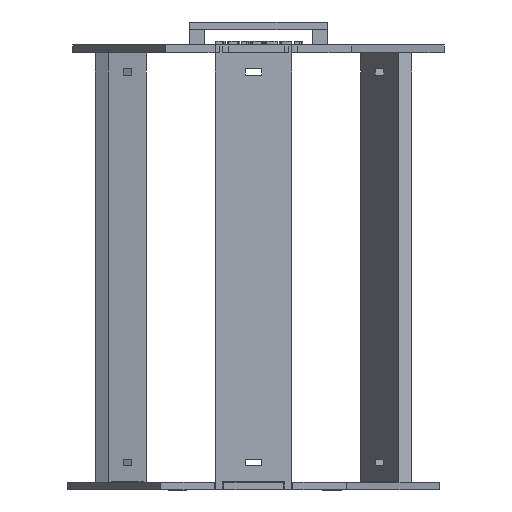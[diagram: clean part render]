
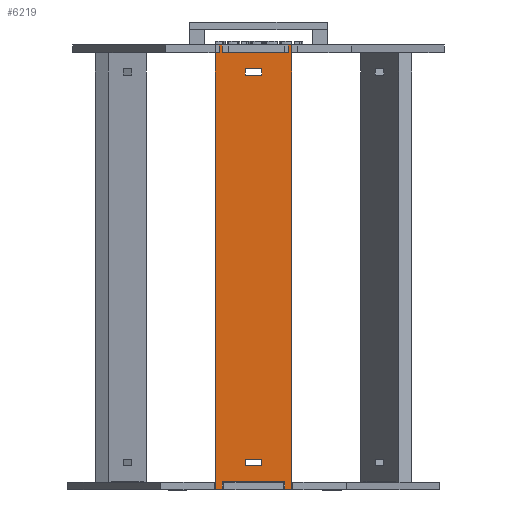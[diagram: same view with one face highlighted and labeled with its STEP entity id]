
A CAD part, front view. The second image highlights one B-rep face of the part: STEP entity #6219.
In plain terms, the highlighted face is planar.
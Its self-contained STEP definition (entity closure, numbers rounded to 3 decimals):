
#240=FACE_BOUND('',#1281,.T.);
#241=FACE_BOUND('',#1282,.T.);
#848=FACE_OUTER_BOUND('',#1280,.T.);
#1280=EDGE_LOOP('',(#4810,#4811,#4812,#4813,#4814,#4815,#4816,#4817,#4818,
#4819,#4820,#4821));
#1281=EDGE_LOOP('',(#4822,#4823,#4824,#4825));
#1282=EDGE_LOOP('',(#4826,#4827,#4828,#4829));
#1736=LINE('',#9412,#2306);
#1739=LINE('',#9418,#2309);
#1740=LINE('',#9421,#2310);
#1743=LINE('',#9426,#2313);
#1748=LINE('',#9436,#2318);
#1751=LINE('',#9442,#2321);
#1752=LINE('',#9445,#2322);
#1755=LINE('',#9450,#2325);
#1760=LINE('',#9460,#2330);
#1761=LINE('',#9463,#2331);
#1766=LINE('',#9472,#2336);
#1769=LINE('',#9478,#2339);
#1770=LINE('',#9481,#2340);
#1773=LINE('',#9487,#2343);
#1776=LINE('',#9493,#2346);
#1781=LINE('',#9502,#2351);
#1782=LINE('',#9505,#2352);
#1789=LINE('',#9518,#2359);
#1790=LINE('',#9521,#2360);
#1791=LINE('',#9522,#2361);
#2306=VECTOR('',#7671,10.);
#2309=VECTOR('',#7676,10.);
#2310=VECTOR('',#7679,10.);
#2313=VECTOR('',#7684,10.);
#2318=VECTOR('',#7691,10.);
#2321=VECTOR('',#7696,10.);
#2322=VECTOR('',#7699,10.);
#2325=VECTOR('',#7704,10.);
#2330=VECTOR('',#7711,10.);
#2331=VECTOR('',#7714,10.);
#2336=VECTOR('',#7721,10.);
#2339=VECTOR('',#7726,10.);
#2340=VECTOR('',#7729,10.);
#2343=VECTOR('',#7734,10.);
#2346=VECTOR('',#7739,10.);
#2351=VECTOR('',#7746,10.);
#2352=VECTOR('',#7749,10.);
#2359=VECTOR('',#7760,10.);
#2360=VECTOR('',#7763,10.);
#2361=VECTOR('',#7764,10.);
#2903=VERTEX_POINT('',#9406);
#2905=VERTEX_POINT('',#9410);
#2907=VERTEX_POINT('',#9416);
#2908=VERTEX_POINT('',#9420);
#2911=VERTEX_POINT('',#9430);
#2913=VERTEX_POINT('',#9434);
#2915=VERTEX_POINT('',#9440);
#2916=VERTEX_POINT('',#9444);
#2919=VERTEX_POINT('',#9454);
#2921=VERTEX_POINT('',#9458);
#2922=VERTEX_POINT('',#9462);
#2925=VERTEX_POINT('',#9470);
#2927=VERTEX_POINT('',#9476);
#2928=VERTEX_POINT('',#9480);
#2930=VERTEX_POINT('',#9486);
#2932=VERTEX_POINT('',#9492);
#2935=VERTEX_POINT('',#9500);
#2936=VERTEX_POINT('',#9504);
#2940=VERTEX_POINT('',#9516);
#2941=VERTEX_POINT('',#9520);
#3578=EDGE_CURVE('',#2903,#2905,#1736,.T.);
#3581=EDGE_CURVE('',#2905,#2907,#1739,.T.);
#3582=EDGE_CURVE('',#2907,#2908,#1740,.T.);
#3585=EDGE_CURVE('',#2908,#2903,#1743,.T.);
#3590=EDGE_CURVE('',#2911,#2913,#1748,.T.);
#3593=EDGE_CURVE('',#2913,#2915,#1751,.T.);
#3594=EDGE_CURVE('',#2915,#2916,#1752,.T.);
#3597=EDGE_CURVE('',#2916,#2911,#1755,.T.);
#3602=EDGE_CURVE('',#2919,#2921,#1760,.T.);
#3603=EDGE_CURVE('',#2921,#2922,#1761,.T.);
#3608=EDGE_CURVE('',#2922,#2925,#1766,.T.);
#3611=EDGE_CURVE('',#2925,#2927,#1769,.T.);
#3612=EDGE_CURVE('',#2927,#2928,#1770,.T.);
#3615=EDGE_CURVE('',#2928,#2930,#1773,.T.);
#3618=EDGE_CURVE('',#2930,#2932,#1776,.T.);
#3623=EDGE_CURVE('',#2932,#2935,#1781,.T.);
#3624=EDGE_CURVE('',#2935,#2936,#1782,.T.);
#3631=EDGE_CURVE('',#2940,#2919,#1789,.T.);
#3632=EDGE_CURVE('',#2940,#2941,#1790,.T.);
#3633=EDGE_CURVE('',#2941,#2936,#1791,.T.);
#4810=ORIENTED_EDGE('',*,*,#3632,.F.);
#4811=ORIENTED_EDGE('',*,*,#3631,.T.);
#4812=ORIENTED_EDGE('',*,*,#3602,.T.);
#4813=ORIENTED_EDGE('',*,*,#3603,.T.);
#4814=ORIENTED_EDGE('',*,*,#3608,.T.);
#4815=ORIENTED_EDGE('',*,*,#3611,.T.);
#4816=ORIENTED_EDGE('',*,*,#3612,.T.);
#4817=ORIENTED_EDGE('',*,*,#3615,.T.);
#4818=ORIENTED_EDGE('',*,*,#3618,.T.);
#4819=ORIENTED_EDGE('',*,*,#3623,.T.);
#4820=ORIENTED_EDGE('',*,*,#3624,.T.);
#4821=ORIENTED_EDGE('',*,*,#3633,.F.);
#4822=ORIENTED_EDGE('',*,*,#3590,.T.);
#4823=ORIENTED_EDGE('',*,*,#3593,.T.);
#4824=ORIENTED_EDGE('',*,*,#3594,.T.);
#4825=ORIENTED_EDGE('',*,*,#3597,.T.);
#4826=ORIENTED_EDGE('',*,*,#3578,.T.);
#4827=ORIENTED_EDGE('',*,*,#3581,.T.);
#4828=ORIENTED_EDGE('',*,*,#3582,.T.);
#4829=ORIENTED_EDGE('',*,*,#3585,.T.);
#5989=PLANE('',#6717);
#6219=ADVANCED_FACE('',(#848,#240,#241),#5989,.F.);
#6717=AXIS2_PLACEMENT_3D('',#9519,#7761,#7762);
#7671=DIRECTION('',(1.,0.,0.));
#7676=DIRECTION('',(0.,1.,0.));
#7679=DIRECTION('',(-1.,0.,0.));
#7684=DIRECTION('',(0.,-1.,0.));
#7691=DIRECTION('',(1.,0.,0.));
#7696=DIRECTION('',(0.,1.,0.));
#7699=DIRECTION('',(-1.,0.,0.));
#7704=DIRECTION('',(0.,-1.,0.));
#7711=DIRECTION('',(0.,1.,0.));
#7714=DIRECTION('',(-1.,0.,0.));
#7721=DIRECTION('',(0.,1.,0.));
#7726=DIRECTION('',(1.,0.,0.));
#7729=DIRECTION('',(0.,-1.,0.));
#7734=DIRECTION('',(-1.,0.,0.));
#7739=DIRECTION('',(0.,-1.,0.));
#7746=DIRECTION('',(1.,0.,0.));
#7749=DIRECTION('',(0.,-1.,0.));
#7760=DIRECTION('',(1.,0.,0.));
#7761=DIRECTION('center_axis',(0.,0.,1.));
#7762=DIRECTION('ref_axis',(1.,0.,0.));
#7763=DIRECTION('',(0.,-1.,0.));
#7764=DIRECTION('',(1.,0.,0.));
#9406=CARTESIAN_POINT('',(100.25,-4.25,0.));
#9410=CARTESIAN_POINT('',(103.75,-4.25,0.));
#9412=CARTESIAN_POINT('',(51.,-4.25,0.));
#9416=CARTESIAN_POINT('',(103.75,4.25,0.));
#9418=CARTESIAN_POINT('',(103.75,0.,0.));
#9420=CARTESIAN_POINT('',(100.25,4.25,0.));
#9421=CARTESIAN_POINT('',(51.,4.25,0.));
#9426=CARTESIAN_POINT('',(100.25,0.,0.));
#9430=CARTESIAN_POINT('',(-103.75,-4.25,0.));
#9434=CARTESIAN_POINT('',(-100.25,-4.25,0.));
#9436=CARTESIAN_POINT('',(-51.,-4.25,0.));
#9440=CARTESIAN_POINT('',(-100.25,4.25,0.));
#9442=CARTESIAN_POINT('',(-100.25,0.,0.));
#9444=CARTESIAN_POINT('',(-103.75,4.25,0.));
#9445=CARTESIAN_POINT('',(-51.,4.25,0.));
#9450=CARTESIAN_POINT('',(-103.75,0.,0.));
#9454=CARTESIAN_POINT('',(-112.,-16.25,0.));
#9458=CARTESIAN_POINT('',(-112.,16.25,0.));
#9460=CARTESIAN_POINT('',(-112.,0.,0.));
#9462=CARTESIAN_POINT('',(-116.,16.25,0.));
#9463=CARTESIAN_POINT('',(-57.,16.25,0.));
#9470=CARTESIAN_POINT('',(-116.,19.875,0.));
#9472=CARTESIAN_POINT('',(-116.,9.031,0.));
#9476=CARTESIAN_POINT('',(116.,19.875,0.));
#9478=CARTESIAN_POINT('',(0.,19.875,0.));
#9480=CARTESIAN_POINT('',(116.,16.25,0.));
#9481=CARTESIAN_POINT('',(116.,9.031,0.));
#9486=CARTESIAN_POINT('',(112.,16.25,0.));
#9487=CARTESIAN_POINT('',(57.,16.25,0.));
#9492=CARTESIAN_POINT('',(112.,-16.25,0.));
#9493=CARTESIAN_POINT('',(112.,0.,0.));
#9500=CARTESIAN_POINT('',(116.,-16.25,0.));
#9502=CARTESIAN_POINT('',(57.,-16.25,0.));
#9504=CARTESIAN_POINT('',(116.,-19.875,0.));
#9505=CARTESIAN_POINT('',(116.,-9.031,0.));
#9516=CARTESIAN_POINT('',(-116.,-16.25,0.));
#9518=CARTESIAN_POINT('',(-57.,-16.25,0.));
#9519=CARTESIAN_POINT('Origin',(0.,0.,0.));
#9520=CARTESIAN_POINT('',(-116.,-19.875,0.));
#9521=CARTESIAN_POINT('',(-116.,-9.031,0.));
#9522=CARTESIAN_POINT('',(0.,-19.875,0.));
